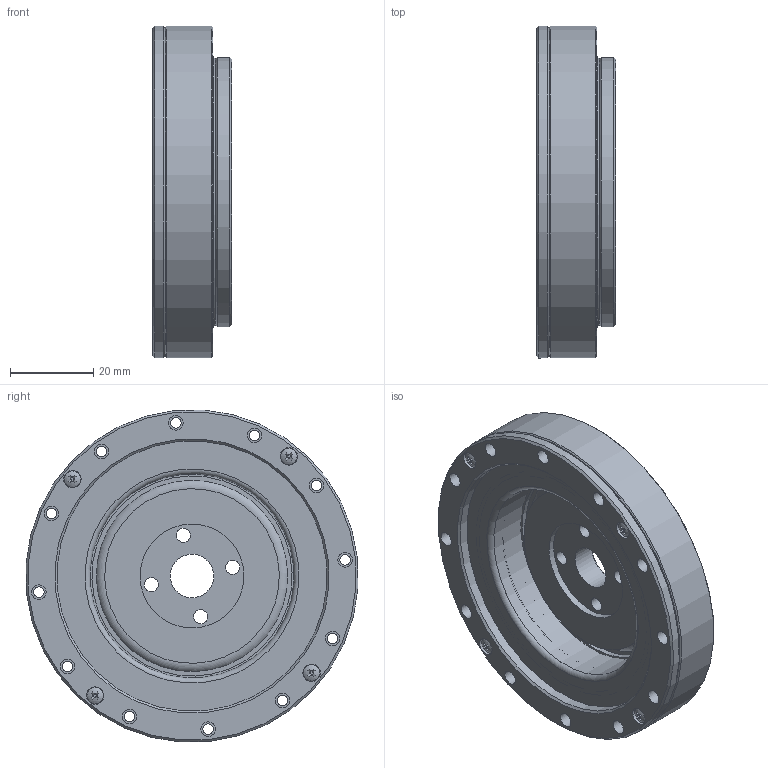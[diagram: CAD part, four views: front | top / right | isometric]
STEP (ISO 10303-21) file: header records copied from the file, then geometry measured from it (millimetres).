
FILE_DESCRIPTION(/* description */ ('STEP AP242','CAx-IF Rec.Pracs.---Representation and Presentation of Product Manufacturing Information (PMI)---4.0---2014-10-13','CAx-IF Rec.Pracs.---3D Tessellated Geometry---0.4---2014-09-14','2;1'),/* implementation_level */ '2;1');
FILE_NAME(/* name */ '68a71ea5bd345a5c043bfd16',/* time_stamp */ '2025-08-21T13:27:02Z',/* author */ (''),/* organization */ (''),/* preprocessor_version */ 'ST-DEVELOPER v20',/* originating_system */ 'ONSHAPE BY PTC INC, 1.202',/* authorisation */ ' ');
FILE_SCHEMA (('AP242_MANAGED_MODEL_BASED_3D_ENGINEERING_MIM_LF { 1 0 10303 442 1 1 4 }'));
Length unit declared in the file: metre
Products named in the file (15): HD-17Pro-xxx; ??????? M2�4_??; HD-17Pro_006; HD-17Pro_003; HD-17Pro???? <1>; HD-17Pro_005; SXD-20-????_??; O????-?60�?1.5; O????-?67�?1.0; ???3�2.85; HD-17Pro_002; ???????? M2�8_M2�8; HD-17Pro_004; HD-17Pro_001
Assembly tree (84 placements, depth 3):
  HD-17Pro-xxx
    ??????? M2�4_??  x4
    HD-17Pro_006
    HD-17Pro_003
    HD-17Pro???? <1>
      HD-17Pro_005
      SXD-20-????_??
    O????-?60�?1.5
    O????-?67�?1.0
    HD-17Pro???? <1>
      ???3�2.85  x68
      HD-17Pro_002
      ???????? M2�8_M2�8
      HD-17Pro_004
      HD-17Pro_001
Bounding box: 19.06 x 79.81 x 79.81 mm (x, y, z)
Volume: 51866 mm3; surface area: 48615 mm2
Topology: 82 solids, 82 shells, 726 faces, 1379 edges, 849 vertices
Faces by surface type: plane 287, cylinder 198, cone 196, torus 36, bspline 5, sphere 4
Full cylindrical faces by diameter (mm): 1.6 x5, 1.732 x4, 2 x5, 2.05 x16, 2.2 x5, 2.5 x16, 2.6 x16, 3 x68, 3.4 x4, 3.5 x12, 3.8 x1, 4 x4, 4.2 x4, 4.5 x1, 6 x4, 10.5 x1, 25 x1, 35.56 x1, 37.16 x2, 42 x1, 48.13 x2, 49.073 x1, 49.553 x1, 49.73 x1, 51 x1, 51.195 x1, 53 x1, 54 x2, 61 x1, 65 x3
Entity records: 9608 total; most frequent: CARTESIAN_POINT 2700, DIRECTION 1475, ORIENTED_EDGE 866, AXIS2_PLACEMENT_3D 696, FACE_BOUND 641, EDGE_LOOP 619, EDGE_CURVE 433, VERTEX_POINT 400
